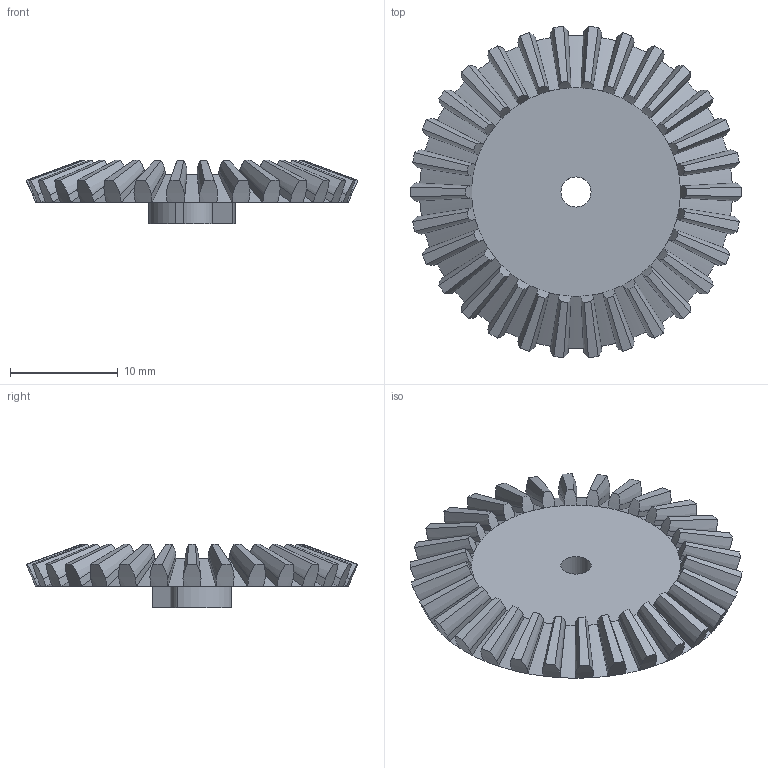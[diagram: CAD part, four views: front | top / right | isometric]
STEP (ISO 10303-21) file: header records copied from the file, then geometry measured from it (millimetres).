
FILE_DESCRIPTION(/* description */ (''),/* implementation_level */ '2;1');
FILE_NAME(/* name */ 'Gear_finger.stp',/* time_stamp */ '2021-12-01T23:23:14+01:00',/* author */ ('liset'),/* organization */ (''),/* preprocessor_version */ 'ST-DEVELOPER v17.2',/* originating_system */ 'Autodesk Inventor 2019',/* authorisation */ '');
FILE_SCHEMA (('AUTOMOTIVE_DESIGN { 1 0 10303 214 3 1 1 }'));
Length unit declared in the file: millimetre
Products named in the file (1): Component2
Bounding box: 30.78 x 30.71 x 5.92 mm (x, y, z)
Volume: 1600.8 mm3; surface area: 2131.6 mm2
Topology: 1 solids, 1 shells, 312 faces, 807 edges, 498 vertices
Faces by surface type: plane 127, cone 120, bspline 60, cylinder 5
Full cylindrical faces by diameter (mm): 2.8 x1
Entity records: 14613 total; most frequent: CARTESIAN_POINT 7706, ORIENTED_EDGE 1614, DIRECTION 1203, EDGE_CURVE 807, VERTEX_POINT 498, AXIS2_PLACEMENT_3D 413, LINE 377, VECTOR 377
